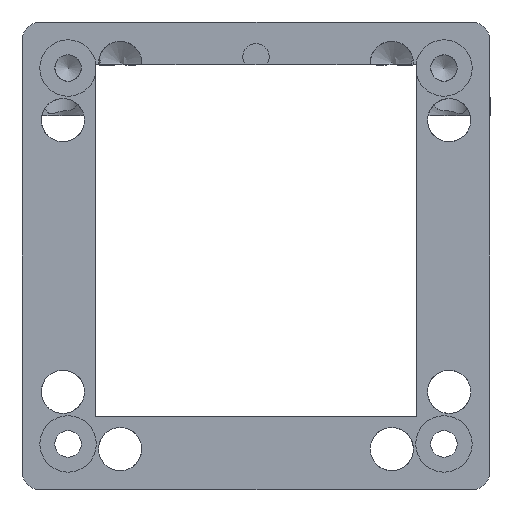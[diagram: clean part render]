
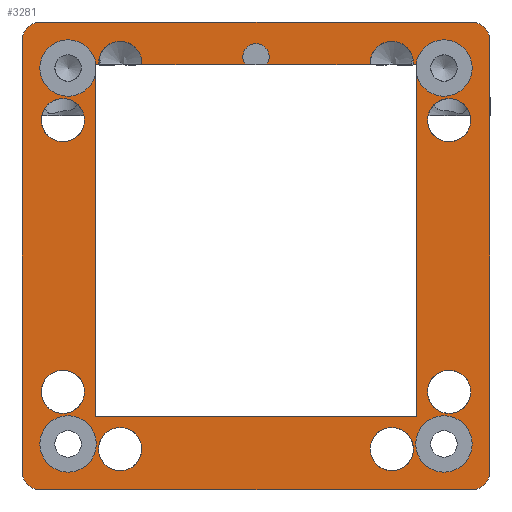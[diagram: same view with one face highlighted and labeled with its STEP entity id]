
A CAD part, front view. The second image highlights one B-rep face of the part: STEP entity #3281.
In plain terms, the highlighted planar face has unit normal (0, -1, 0).
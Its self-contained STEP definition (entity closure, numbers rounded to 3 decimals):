
#82=FACE_BOUND('',#624,.T.);
#83=FACE_BOUND('',#625,.T.);
#84=FACE_BOUND('',#626,.T.);
#85=FACE_BOUND('',#627,.T.);
#86=FACE_BOUND('',#628,.T.);
#87=FACE_BOUND('',#629,.T.);
#88=FACE_BOUND('',#630,.T.);
#89=FACE_BOUND('',#631,.T.);
#90=FACE_BOUND('',#632,.T.);
#131=PLANE('',#3611);
#438=FACE_OUTER_BOUND('',#623,.T.);
#623=EDGE_LOOP('',(#2937,#2938,#2939,#2940,#2941,#2942,#2943,#2944));
#624=EDGE_LOOP('',(#2945,#2946,#2947,#2948,#2949,#2950,#2951,#2952,#2953,
#2954,#2955,#2956));
#625=EDGE_LOOP('',(#2957));
#626=EDGE_LOOP('',(#2958));
#627=EDGE_LOOP('',(#2959));
#628=EDGE_LOOP('',(#2960));
#629=EDGE_LOOP('',(#2961));
#630=EDGE_LOOP('',(#2962));
#631=EDGE_LOOP('',(#2963));
#632=EDGE_LOOP('',(#2964));
#731=LINE('',#5395,#935);
#755=LINE('',#5486,#959);
#759=LINE('',#5494,#963);
#788=LINE('',#6319,#992);
#799=LINE('',#6400,#1003);
#837=LINE('',#6864,#1041);
#851=LINE('',#6963,#1055);
#861=LINE('',#6998,#1065);
#862=LINE('',#7002,#1066);
#863=LINE('',#7005,#1067);
#864=LINE('',#7006,#1068);
#935=VECTOR('',#3809,10.);
#959=VECTOR('',#3839,10.);
#963=VECTOR('',#3843,10.);
#992=VECTOR('',#4032,10.);
#1003=VECTOR('',#4065,10.);
#1041=VECTOR('',#4223,10.);
#1055=VECTOR('',#4335,10.);
#1065=VECTOR('',#4371,10.);
#1066=VECTOR('',#4374,10.);
#1067=VECTOR('',#4377,10.);
#1068=VECTOR('',#4378,10.);
#1163=CIRCLE('',#3426,2.3);
#1164=CIRCLE('',#3428,2.3);
#1193=CIRCLE('',#3487,2.3);
#1194=CIRCLE('',#3489,2.3);
#1219=CIRCLE('',#3531,2.3);
#1226=CIRCLE('',#3542,2.);
#1228=CIRCLE('',#3545,2.3);
#1253=CIRCLE('',#3577,3.);
#1256=CIRCLE('',#3582,3.);
#1260=CIRCLE('',#3590,3.);
#1263=CIRCLE('',#3596,3.);
#1265=CIRCLE('',#3601,2.3);
#1269=CIRCLE('',#3609,2.3);
#1271=CIRCLE('',#3612,2.);
#1272=CIRCLE('',#3613,2.);
#1273=CIRCLE('',#3614,2.);
#1274=CIRCLE('',#3615,1.4);
#1385=VERTEX_POINT('',#5392);
#1386=VERTEX_POINT('',#5394);
#1414=VERTEX_POINT('',#5483);
#1415=VERTEX_POINT('',#5485);
#1418=VERTEX_POINT('',#5491);
#1419=VERTEX_POINT('',#5493);
#1446=VERTEX_POINT('',#5551);
#1447=VERTEX_POINT('',#5555);
#1517=VERTEX_POINT('',#6316);
#1518=VERTEX_POINT('',#6318);
#1525=VERTEX_POINT('',#6383);
#1526=VERTEX_POINT('',#6387);
#1530=VERTEX_POINT('',#6397);
#1531=VERTEX_POINT('',#6399);
#1573=VERTEX_POINT('',#6838);
#1574=VERTEX_POINT('',#6840);
#1579=VERTEX_POINT('',#6862);
#1605=VERTEX_POINT('',#6926);
#1610=VERTEX_POINT('',#6943);
#1613=VERTEX_POINT('',#6954);
#1615=VERTEX_POINT('',#6962);
#1619=VERTEX_POINT('',#6972);
#1624=VERTEX_POINT('',#6989);
#1626=VERTEX_POINT('',#6995);
#1627=VERTEX_POINT('',#6997);
#1628=VERTEX_POINT('',#6999);
#1629=VERTEX_POINT('',#7001);
#1630=VERTEX_POINT('',#7003);
#1761=EDGE_CURVE('',#1385,#1386,#731,.T.);
#1792=EDGE_CURVE('',#1414,#1415,#755,.T.);
#1796=EDGE_CURVE('',#1418,#1419,#759,.T.);
#1826=EDGE_CURVE('',#1446,#1446,#1163,.T.);
#1828=EDGE_CURVE('',#1447,#1447,#1164,.T.);
#1929=EDGE_CURVE('',#1517,#1518,#788,.T.);
#1942=EDGE_CURVE('',#1525,#1525,#1193,.T.);
#1944=EDGE_CURVE('',#1526,#1526,#1194,.T.);
#1950=EDGE_CURVE('',#1530,#1531,#799,.T.);
#2009=EDGE_CURVE('',#1414,#1518,#1219,.T.);
#2023=EDGE_CURVE('',#1573,#1574,#1226,.T.);
#2029=EDGE_CURVE('',#1385,#1419,#1228,.T.);
#2037=EDGE_CURVE('',#1579,#1573,#837,.T.);
#2065=EDGE_CURVE('',#1517,#1531,#1253,.T.);
#2068=EDGE_CURVE('',#1605,#1605,#1256,.T.);
#2076=EDGE_CURVE('',#1610,#1386,#1260,.T.);
#2081=EDGE_CURVE('',#1613,#1613,#1263,.T.);
#2085=EDGE_CURVE('',#1610,#1615,#851,.T.);
#2090=EDGE_CURVE('',#1619,#1619,#1265,.T.);
#2098=EDGE_CURVE('',#1624,#1624,#1269,.T.);
#2101=EDGE_CURVE('',#1626,#1579,#1271,.T.);
#2102=EDGE_CURVE('',#1627,#1626,#861,.T.);
#2103=EDGE_CURVE('',#1628,#1627,#1272,.T.);
#2104=EDGE_CURVE('',#1629,#1628,#862,.T.);
#2105=EDGE_CURVE('',#1630,#1629,#1273,.T.);
#2106=EDGE_CURVE('',#1574,#1630,#863,.T.);
#2107=EDGE_CURVE('',#1615,#1530,#864,.T.);
#2108=EDGE_CURVE('',#1418,#1415,#1274,.T.);
#2937=ORIENTED_EDGE('',*,*,#2101,.F.);
#2938=ORIENTED_EDGE('',*,*,#2102,.F.);
#2939=ORIENTED_EDGE('',*,*,#2103,.F.);
#2940=ORIENTED_EDGE('',*,*,#2104,.F.);
#2941=ORIENTED_EDGE('',*,*,#2105,.F.);
#2942=ORIENTED_EDGE('',*,*,#2106,.F.);
#2943=ORIENTED_EDGE('',*,*,#2023,.F.);
#2944=ORIENTED_EDGE('',*,*,#2037,.F.);
#2945=ORIENTED_EDGE('',*,*,#2065,.T.);
#2946=ORIENTED_EDGE('',*,*,#1950,.F.);
#2947=ORIENTED_EDGE('',*,*,#2107,.F.);
#2948=ORIENTED_EDGE('',*,*,#2085,.F.);
#2949=ORIENTED_EDGE('',*,*,#2076,.T.);
#2950=ORIENTED_EDGE('',*,*,#1761,.F.);
#2951=ORIENTED_EDGE('',*,*,#2029,.T.);
#2952=ORIENTED_EDGE('',*,*,#1796,.F.);
#2953=ORIENTED_EDGE('',*,*,#2108,.T.);
#2954=ORIENTED_EDGE('',*,*,#1792,.F.);
#2955=ORIENTED_EDGE('',*,*,#2009,.T.);
#2956=ORIENTED_EDGE('',*,*,#1929,.F.);
#2957=ORIENTED_EDGE('',*,*,#2068,.T.);
#2958=ORIENTED_EDGE('',*,*,#2081,.T.);
#2959=ORIENTED_EDGE('',*,*,#2098,.T.);
#2960=ORIENTED_EDGE('',*,*,#1942,.T.);
#2961=ORIENTED_EDGE('',*,*,#1828,.T.);
#2962=ORIENTED_EDGE('',*,*,#1826,.T.);
#2963=ORIENTED_EDGE('',*,*,#1944,.T.);
#2964=ORIENTED_EDGE('',*,*,#2090,.T.);
#3281=ADVANCED_FACE('',(#438,#82,#83,#84,#85,#86,#87,#88,#89,#90),#131,
 .F.);
#3426=AXIS2_PLACEMENT_3D('',#5552,#3900,#3901);
#3428=AXIS2_PLACEMENT_3D('',#5556,#3905,#3906);
#3487=AXIS2_PLACEMENT_3D('',#6384,#4051,#4052);
#3489=AXIS2_PLACEMENT_3D('',#6388,#4056,#4057);
#3531=AXIS2_PLACEMENT_3D('',#6813,#4168,#4169);
#3542=AXIS2_PLACEMENT_3D('',#6841,#4196,#4197);
#3545=AXIS2_PLACEMENT_3D('',#6850,#4206,#4207);
#3577=AXIS2_PLACEMENT_3D('',#6919,#4281,#4282);
#3582=AXIS2_PLACEMENT_3D('',#6927,#4291,#4292);
#3590=AXIS2_PLACEMENT_3D('',#6944,#4311,#4312);
#3596=AXIS2_PLACEMENT_3D('',#6955,#4325,#4326);
#3601=AXIS2_PLACEMENT_3D('',#6973,#4342,#4343);
#3609=AXIS2_PLACEMENT_3D('',#6990,#4362,#4363);
#3611=AXIS2_PLACEMENT_3D('',#6994,#4367,#4368);
#3612=AXIS2_PLACEMENT_3D('',#6996,#4369,#4370);
#3613=AXIS2_PLACEMENT_3D('',#7000,#4372,#4373);
#3614=AXIS2_PLACEMENT_3D('',#7004,#4375,#4376);
#3615=AXIS2_PLACEMENT_3D('',#7007,#4379,#4380);
#3809=DIRECTION('',(-1.,0.,0.));
#3839=DIRECTION('',(-1.,0.,0.));
#3843=DIRECTION('',(-1.,0.,0.));
#3900=DIRECTION('center_axis',(0.,1.,0.));
#3901=DIRECTION('ref_axis',(1.,0.,0.));
#3905=DIRECTION('center_axis',(0.,1.,0.));
#3906=DIRECTION('ref_axis',(1.,0.,0.));
#4032=DIRECTION('',(-1.,0.,0.));
#4051=DIRECTION('center_axis',(0.,1.,0.));
#4052=DIRECTION('ref_axis',(1.,0.,0.));
#4056=DIRECTION('center_axis',(0.,1.,0.));
#4057=DIRECTION('ref_axis',(1.,0.,0.));
#4065=DIRECTION('',(0.,0.,1.));
#4168=DIRECTION('center_axis',(0.,1.,0.));
#4169=DIRECTION('ref_axis',(1.,0.,0.));
#4196=DIRECTION('center_axis',(0.,1.,0.));
#4197=DIRECTION('ref_axis',(0.707,0.,0.707));
#4206=DIRECTION('center_axis',(0.,1.,0.));
#4207=DIRECTION('ref_axis',(1.,0.,0.));
#4223=DIRECTION('',(1.,0.,0.));
#4281=DIRECTION('center_axis',(0.,1.,0.));
#4282=DIRECTION('ref_axis',(1.,0.,0.));
#4291=DIRECTION('center_axis',(0.,1.,0.));
#4292=DIRECTION('ref_axis',(1.,0.,0.));
#4311=DIRECTION('center_axis',(0.,1.,0.));
#4312=DIRECTION('ref_axis',(1.,0.,0.));
#4325=DIRECTION('center_axis',(0.,1.,0.));
#4326=DIRECTION('ref_axis',(1.,0.,0.));
#4335=DIRECTION('',(0.,0.,-1.));
#4342=DIRECTION('center_axis',(0.,1.,0.));
#4343=DIRECTION('ref_axis',(1.,0.,0.));
#4362=DIRECTION('center_axis',(0.,1.,0.));
#4363=DIRECTION('ref_axis',(1.,0.,0.));
#4367=DIRECTION('center_axis',(0.,1.,0.));
#4368=DIRECTION('ref_axis',(0.,0.,1.));
#4369=DIRECTION('center_axis',(0.,1.,0.));
#4370=DIRECTION('ref_axis',(-0.707,0.,0.707));
#4371=DIRECTION('',(0.,0.,1.));
#4372=DIRECTION('center_axis',(0.,1.,0.));
#4373=DIRECTION('ref_axis',(-0.707,0.,-0.707));
#4374=DIRECTION('',(-1.,0.,0.));
#4375=DIRECTION('center_axis',(0.,1.,0.));
#4376=DIRECTION('ref_axis',(0.707,0.,-0.707));
#4377=DIRECTION('',(0.,0.,-1.));
#4378=DIRECTION('',(1.,0.,0.));
#4379=DIRECTION('center_axis',(0.,1.,0.));
#4380=DIRECTION('ref_axis',(1.,0.,0.));
#5392=CARTESIAN_POINT('',(-41.641,0.,-4.55));
#5394=CARTESIAN_POINT('',(-41.92,0.,-4.55));
#5395=CARTESIAN_POINT('',(-7.8,0.,-4.55));
#5483=CARTESIAN_POINT('',(-12.741,0.,-4.55));
#5485=CARTESIAN_POINT('',(-23.788,0.,-4.55));
#5486=CARTESIAN_POINT('',(-7.8,0.,-4.55));
#5491=CARTESIAN_POINT('',(-26.012,0.,-4.55));
#5493=CARTESIAN_POINT('',(-37.059,0.,-4.55));
#5494=CARTESIAN_POINT('',(-7.8,0.,-4.55));
#5551=CARTESIAN_POINT('',(-47.75,0.,-39.35));
#5552=CARTESIAN_POINT('Origin',(-45.45,0.,-39.35));
#5555=CARTESIAN_POINT('',(-47.75,0.,-10.45));
#5556=CARTESIAN_POINT('Origin',(-45.45,0.,-10.45));
#6316=CARTESIAN_POINT('',(-7.88,0.,-4.55));
#6318=CARTESIAN_POINT('',(-8.159,0.,-4.55));
#6319=CARTESIAN_POINT('',(-7.8,0.,-4.55));
#6383=CARTESIAN_POINT('',(-6.65,0.,-39.35));
#6384=CARTESIAN_POINT('Origin',(-4.35,0.,-39.35));
#6387=CARTESIAN_POINT('',(-6.65,0.,-10.45));
#6388=CARTESIAN_POINT('Origin',(-4.35,0.,-10.45));
#6397=CARTESIAN_POINT('',(-7.8,0.,-42.));
#6399=CARTESIAN_POINT('',(-7.8,0.,-5.668));
#6400=CARTESIAN_POINT('',(-7.8,0.,-42.));
#6813=CARTESIAN_POINT('Origin',(-10.45,0.,-4.35));
#6838=CARTESIAN_POINT('',(-2.,0.,0.));
#6840=CARTESIAN_POINT('',(0.,0.,-2.));
#6841=CARTESIAN_POINT('Origin',(-2.,0.,-2.));
#6850=CARTESIAN_POINT('Origin',(-39.35,0.,-4.35));
#6862=CARTESIAN_POINT('',(-47.8,0.,0.));
#6864=CARTESIAN_POINT('',(-49.8,0.,0.));
#6919=CARTESIAN_POINT('Origin',(-4.9,0.,-4.9));
#6926=CARTESIAN_POINT('',(-47.9,0.,-44.9));
#6927=CARTESIAN_POINT('Origin',(-44.9,0.,-44.9));
#6943=CARTESIAN_POINT('',(-42.,0.,-5.668));
#6944=CARTESIAN_POINT('Origin',(-44.9,0.,-4.9));
#6954=CARTESIAN_POINT('',(-7.9,0.,-44.9));
#6955=CARTESIAN_POINT('Origin',(-4.9,0.,-44.9));
#6962=CARTESIAN_POINT('',(-42.,0.,-42.));
#6963=CARTESIAN_POINT('',(-42.,0.,-4.55));
#6972=CARTESIAN_POINT('',(-12.75,0.,-45.45));
#6973=CARTESIAN_POINT('Origin',(-10.45,0.,-45.45));
#6989=CARTESIAN_POINT('',(-41.65,0.,-45.45));
#6990=CARTESIAN_POINT('Origin',(-39.35,0.,-45.45));
#6994=CARTESIAN_POINT('Origin',(-24.9,0.,-24.9));
#6995=CARTESIAN_POINT('',(-49.8,0.,-2.));
#6996=CARTESIAN_POINT('Origin',(-47.8,0.,-2.));
#6997=CARTESIAN_POINT('',(-49.8,0.,-47.8));
#6998=CARTESIAN_POINT('',(-49.8,0.,-49.8));
#6999=CARTESIAN_POINT('',(-47.8,0.,-49.8));
#7000=CARTESIAN_POINT('Origin',(-47.8,0.,-47.8));
#7001=CARTESIAN_POINT('',(-2.,0.,-49.8));
#7002=CARTESIAN_POINT('',(0.,0.,-49.8));
#7003=CARTESIAN_POINT('',(0.,0.,-47.8));
#7004=CARTESIAN_POINT('Origin',(-2.,0.,-47.8));
#7005=CARTESIAN_POINT('',(0.,0.,0.));
#7006=CARTESIAN_POINT('',(-42.,0.,-42.));
#7007=CARTESIAN_POINT('Origin',(-24.9,0.,-3.7));
